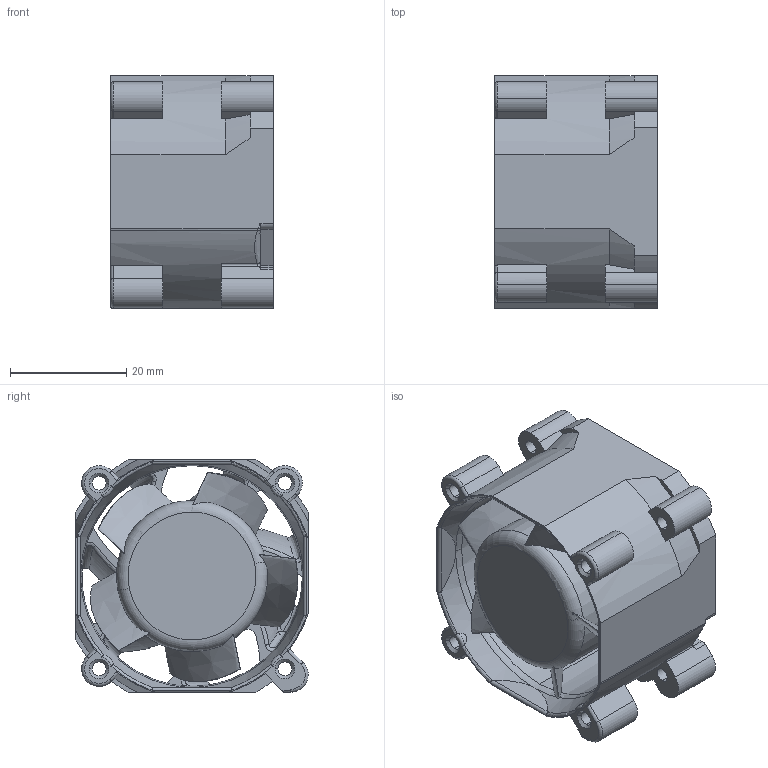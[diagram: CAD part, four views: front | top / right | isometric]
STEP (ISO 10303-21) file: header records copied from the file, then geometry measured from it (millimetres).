
FILE_DESCRIPTION((''),'2;1');
FILE_NAME('TFA0424EN-01EGG_3D_ASM','2019-10-29T',('ERIC.ZANG'),(''),'CREO PARAMETRIC BY PTC INC, 2015080','CREO PARAMETRIC BY PTC INC, 2015080','');
FILE_SCHEMA(('CONFIG_CONTROL_DESIGN'));
Length unit declared in the file: millimetre
Products named in the file (5): 4103173500; MANIFOLD_SOLID_BREP_24358; 4102102900_ASM; TFA0424EN-01EGG_3D_1_ASM; TFA0424EN-01EGG_3D_ASM
Assembly tree (4 placements, depth 4):
  TFA0424EN-01EGG_3D_ASM
    TFA0424EN-01EGG_3D_1_ASM
      4103173500
      4102102900_ASM
        MANIFOLD_SOLID_BREP_24358
Bounding box: 28 x 40 x 40 mm (x, y, z)
Volume: 21701.2 mm3; surface area: 14734.1 mm2
Topology: 2 solids, 2 shells, 325 faces, 975 edges, 643 vertices
Faces by surface type: cylinder 109, plane 85, bspline 48, cone 37, torus 21, extrusion 20, revolution 5
Entity records: 21302 total; most frequent: CARTESIAN_POINT 12906, ORIENTED_EDGE 1938, DIRECTION 1516, EDGE_CURVE 969, VERTEX_POINT 643, AXIS2_PLACEMENT_3D 606, B_SPLINE_CURVE_WITH_KNOTS 373, EDGE_LOOP 350
